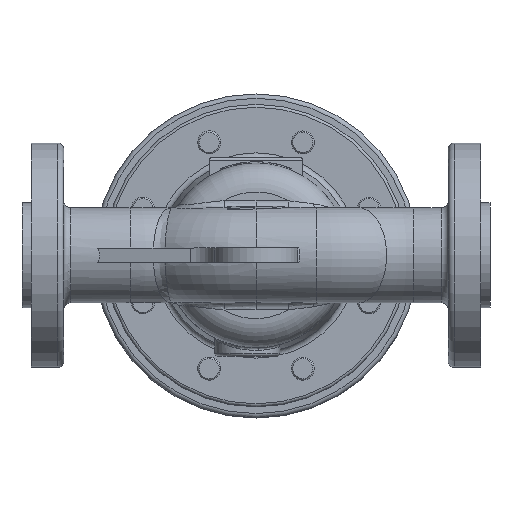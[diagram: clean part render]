
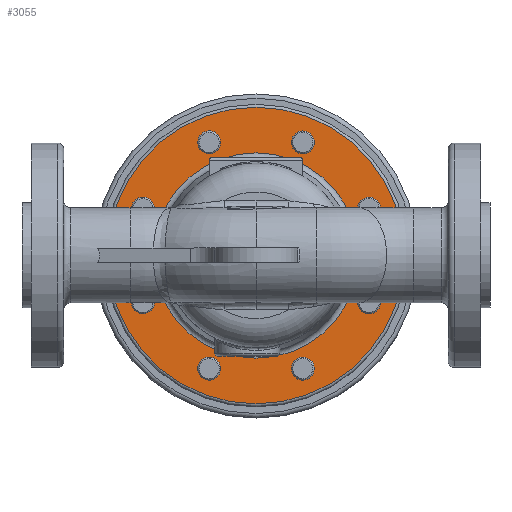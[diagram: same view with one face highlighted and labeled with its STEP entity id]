
A CAD part, top view. The second image highlights one B-rep face of the part: STEP entity #3055.
In plain terms, the highlighted planar face has unit normal (0, 0, 1).
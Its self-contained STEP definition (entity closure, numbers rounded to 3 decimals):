
#2925=CARTESIAN_POINT('',(103.0,0.,189.5));
#2926=VERTEX_POINT('',#2925);
#2927=CARTESIAN_POINT('',(0.0,0.0,189.5));
#2928=DIRECTION('',(0.0,0.0,-1.0));
#2929=DIRECTION('',(-1.0,0.0,0.0));
#2930=AXIS2_PLACEMENT_3D('',#2927,#2928,#2929);
#2931=CIRCLE('',#2930,103.0);
#2932=EDGE_CURVE('',#2926,#2926,#2931,.T.);
#2948=CARTESIAN_POINT('',(0.0,0.0,189.5));
#2949=DIRECTION('',(0.0,0.0,-1.0));
#2950=DIRECTION('',(-1.0,0.0,0.0));
#2951=AXIS2_PLACEMENT_3D('',#2948,#2949,#2950);
#2952=PLANE('',#2951);
#2953=ORIENTED_EDGE('',*,*,#2932,.F.);
#2954=EDGE_LOOP('',(#2953));
#2955=FACE_OUTER_BOUND('',#2954,.T.);
#2956=CARTESIAN_POINT('',(-71.279,0.,189.5));
#2957=VERTEX_POINT('',#2956);
#2958=CARTESIAN_POINT('',(0.0,0.0,189.5));
#2959=DIRECTION('',(0.0,0.0,1.0));
#2960=DIRECTION('',(1.0,0.0,0.0));
#2961=AXIS2_PLACEMENT_3D('',#2958,#2959,#2960);
#2962=CIRCLE('',#2961,71.279);
#2963=EDGE_CURVE('',#2957,#2957,#2962,.T.);
#2964=ORIENTED_EDGE('',*,*,#2963,.F.);
#2965=EDGE_LOOP('',(#2964));
#2966=FACE_BOUND('',#2965,.T.);
#2967=CARTESIAN_POINT('',(-70.53,32.528,189.5));
#2968=VERTEX_POINT('',#2967);
#2969=CARTESIAN_POINT('',(-78.53,32.528,189.5));
#2970=DIRECTION('',(0.0,0.0,-1.0));
#2971=DIRECTION('',(-1.0,0.0,0.0));
#2972=AXIS2_PLACEMENT_3D('',#2969,#2970,#2971);
#2973=CIRCLE('',#2972,8.0);
#2974=EDGE_CURVE('',#2968,#2968,#2973,.T.);
#2975=ORIENTED_EDGE('',*,*,#2974,.T.);
#2976=EDGE_LOOP('',(#2975));
#2977=FACE_BOUND('',#2976,.T.);
#2978=CARTESIAN_POINT('',(-26.871,72.873,189.5));
#2979=VERTEX_POINT('',#2978);
#2980=CARTESIAN_POINT('',(-32.528,78.53,189.5));
#2981=DIRECTION('',(0.0,0.0,-1.0));
#2982=DIRECTION('',(-0.707,0.707,0.0));
#2983=AXIS2_PLACEMENT_3D('',#2980,#2981,#2982);
#2984=CIRCLE('',#2983,8.0);
#2985=EDGE_CURVE('',#2979,#2979,#2984,.T.);
#2986=ORIENTED_EDGE('',*,*,#2985,.T.);
#2987=EDGE_LOOP('',(#2986));
#2988=FACE_BOUND('',#2987,.T.);
#2989=CARTESIAN_POINT('',(32.528,70.53,189.5));
#2990=VERTEX_POINT('',#2989);
#2991=CARTESIAN_POINT('',(32.528,78.53,189.5));
#2992=DIRECTION('',(0.0,0.0,-1.0));
#2993=DIRECTION('',(0.0,1.0,0.0));
#2994=AXIS2_PLACEMENT_3D('',#2991,#2992,#2993);
#2995=CIRCLE('',#2994,8.0);
#2996=EDGE_CURVE('',#2990,#2990,#2995,.T.);
#2997=ORIENTED_EDGE('',*,*,#2996,.T.);
#2998=EDGE_LOOP('',(#2997));
#2999=FACE_BOUND('',#2998,.T.);
#3000=CARTESIAN_POINT('',(72.873,26.871,189.5));
#3001=VERTEX_POINT('',#3000);
#3002=CARTESIAN_POINT('',(78.53,32.528,189.5));
#3003=DIRECTION('',(0.0,0.0,-1.0));
#3004=DIRECTION('',(0.707,0.707,0.0));
#3005=AXIS2_PLACEMENT_3D('',#3002,#3003,#3004);
#3006=CIRCLE('',#3005,8.0);
#3007=EDGE_CURVE('',#3001,#3001,#3006,.T.);
#3008=ORIENTED_EDGE('',*,*,#3007,.T.);
#3009=EDGE_LOOP('',(#3008));
#3010=FACE_BOUND('',#3009,.T.);
#3011=CARTESIAN_POINT('',(70.53,-32.528,189.5));
#3012=VERTEX_POINT('',#3011);
#3013=CARTESIAN_POINT('',(78.53,-32.528,189.5));
#3014=DIRECTION('',(0.0,0.0,-1.0));
#3015=DIRECTION('',(1.0,0.0,0.0));
#3016=AXIS2_PLACEMENT_3D('',#3013,#3014,#3015);
#3017=CIRCLE('',#3016,8.0);
#3018=EDGE_CURVE('',#3012,#3012,#3017,.T.);
#3019=ORIENTED_EDGE('',*,*,#3018,.T.);
#3020=EDGE_LOOP('',(#3019));
#3021=FACE_BOUND('',#3020,.T.);
#3022=CARTESIAN_POINT('',(26.871,-72.873,189.5));
#3023=VERTEX_POINT('',#3022);
#3024=CARTESIAN_POINT('',(32.528,-78.53,189.5));
#3025=DIRECTION('',(0.0,0.0,-1.0));
#3026=DIRECTION('',(0.707,-0.707,0.0));
#3027=AXIS2_PLACEMENT_3D('',#3024,#3025,#3026);
#3028=CIRCLE('',#3027,8.0);
#3029=EDGE_CURVE('',#3023,#3023,#3028,.T.);
#3030=ORIENTED_EDGE('',*,*,#3029,.T.);
#3031=EDGE_LOOP('',(#3030));
#3032=FACE_BOUND('',#3031,.T.);
#3033=CARTESIAN_POINT('',(-32.528,-70.53,189.5));
#3034=VERTEX_POINT('',#3033);
#3035=CARTESIAN_POINT('',(-32.528,-78.53,189.5));
#3036=DIRECTION('',(0.0,0.0,-1.0));
#3037=DIRECTION('',(0.0,-1.0,0.0));
#3038=AXIS2_PLACEMENT_3D('',#3035,#3036,#3037);
#3039=CIRCLE('',#3038,8.0);
#3040=EDGE_CURVE('',#3034,#3034,#3039,.T.);
#3041=ORIENTED_EDGE('',*,*,#3040,.T.);
#3042=EDGE_LOOP('',(#3041));
#3043=FACE_BOUND('',#3042,.T.);
#3044=CARTESIAN_POINT('',(-72.873,-26.871,189.5));
#3045=VERTEX_POINT('',#3044);
#3046=CARTESIAN_POINT('',(-78.53,-32.528,189.5));
#3047=DIRECTION('',(0.0,0.0,-1.0));
#3048=DIRECTION('',(-0.707,-0.707,0.0));
#3049=AXIS2_PLACEMENT_3D('',#3046,#3047,#3048);
#3050=CIRCLE('',#3049,8.0);
#3051=EDGE_CURVE('',#3045,#3045,#3050,.T.);
#3052=ORIENTED_EDGE('',*,*,#3051,.T.);
#3053=EDGE_LOOP('',(#3052));
#3054=FACE_BOUND('',#3053,.T.);
#3055=ADVANCED_FACE('',(#2955,#2966,#2977,#2988,#2999,#3010,#3021,#3032,#3043,#3054),#2952,.F.);
